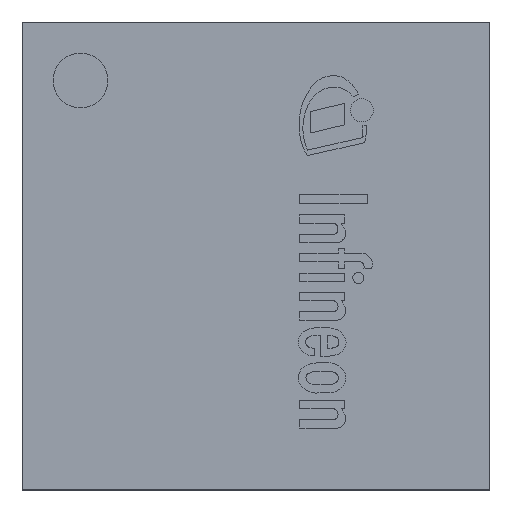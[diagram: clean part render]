
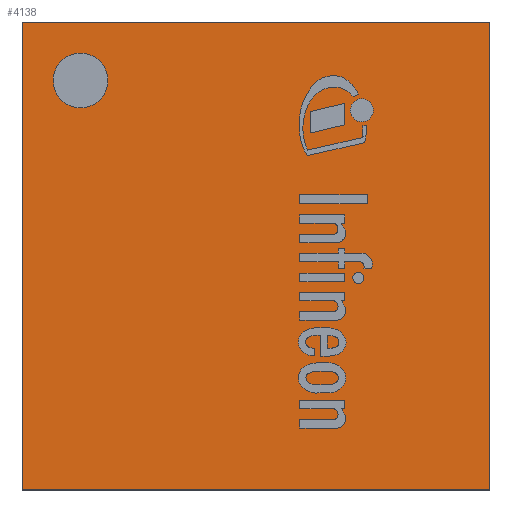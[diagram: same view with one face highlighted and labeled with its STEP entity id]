
A CAD part, top view. The second image highlights one B-rep face of the part: STEP entity #4138.
In plain terms, the highlighted planar face has unit normal (0, 0, 1).
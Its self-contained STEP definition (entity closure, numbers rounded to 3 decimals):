
#297=FACE_BOUND('',#1202,.T.);
#303=CIRCLE('',#4636,0.35);
#833=FACE_OUTER_BOUND('',#1201,.T.);
#1201=EDGE_LOOP('',(#2879,#2880,#2881,#2882));
#1202=EDGE_LOOP('',(#2883));
#1576=LINE('',#6602,#1725);
#1579=LINE('',#6608,#1728);
#1582=LINE('',#6614,#1731);
#1585=LINE('',#6618,#1734);
#1725=VECTOR('',#5261,1.);
#1728=VECTOR('',#5266,1.);
#1731=VECTOR('',#5271,1.);
#1734=VECTOR('',#5276,1.);
#1868=VERTEX_POINT('',#6591);
#1871=VERTEX_POINT('',#6599);
#1872=VERTEX_POINT('',#6601);
#1874=VERTEX_POINT('',#6607);
#1876=VERTEX_POINT('',#6613);
#2309=EDGE_CURVE('',#1868,#1868,#303,.T.);
#2312=EDGE_CURVE('',#1872,#1871,#1576,.T.);
#2315=EDGE_CURVE('',#1874,#1872,#1579,.T.);
#2318=EDGE_CURVE('',#1876,#1874,#1582,.T.);
#2321=EDGE_CURVE('',#1871,#1876,#1585,.T.);
#2879=ORIENTED_EDGE('',*,*,#2321,.T.);
#2880=ORIENTED_EDGE('',*,*,#2318,.T.);
#2881=ORIENTED_EDGE('',*,*,#2315,.T.);
#2882=ORIENTED_EDGE('',*,*,#2312,.T.);
#2883=ORIENTED_EDGE('',*,*,#2309,.T.);
#3912=PLANE('',#4643);
#4138=ADVANCED_FACE('',(#833,#297),#3912,.T.);
#4636=AXIS2_PLACEMENT_3D('',#6593,#5253,#5254);
#4643=AXIS2_PLACEMENT_3D('',#6620,#5279,#5280);
#5253=DIRECTION('center_axis',(0.,0.,-1.));
#5254=DIRECTION('ref_axis',(0.,1.,0.));
#5261=DIRECTION('',(1.,0.,0.));
#5266=DIRECTION('',(0.,-1.,0.));
#5271=DIRECTION('',(-1.,0.,0.));
#5276=DIRECTION('',(0.,1.,0.));
#5279=DIRECTION('center_axis',(0.,0.,1.));
#5280=DIRECTION('ref_axis',(0.,-1.,0.));
#6591=CARTESIAN_POINT('',(-2.25,1.9,0.8));
#6593=CARTESIAN_POINT('Origin',(-2.25,2.25,0.8));
#6599=CARTESIAN_POINT('',(3.,-3.,0.8));
#6601=CARTESIAN_POINT('',(-3.,-3.,0.8));
#6602=CARTESIAN_POINT('',(3.,-3.,0.8));
#6607=CARTESIAN_POINT('',(-3.,3.,0.8));
#6608=CARTESIAN_POINT('',(-3.,-3.,0.8));
#6613=CARTESIAN_POINT('',(3.,3.,0.8));
#6614=CARTESIAN_POINT('',(-3.,3.,0.8));
#6618=CARTESIAN_POINT('',(3.,3.,0.8));
#6620=CARTESIAN_POINT('Origin',(0.,0.,
0.8));
